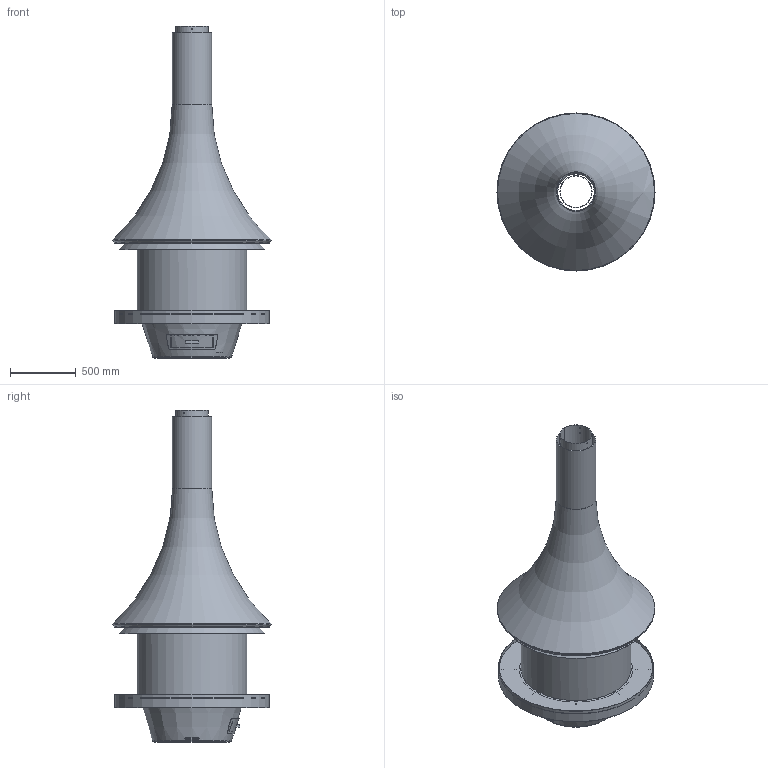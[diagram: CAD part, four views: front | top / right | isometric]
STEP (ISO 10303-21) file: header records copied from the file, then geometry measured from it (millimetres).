
FILE_DESCRIPTION(('STEP AP214'),'1');
FILE_NAME('.stp','2016-12-08T15:15:12',(' '),(' '),'Spatial InterOp 3D',' ',' ');
FILE_SCHEMA(('automotive_design'));
Length unit declared in the file: millimetre
Products named in the file (24): Hotte laquée (Conduit); Hotte intérieur (Conduit); Hotte intérieur (Cône); Hotte laquée; Anneau cache vis; Poignée tiroir; Bandeau extérieur; Plateau briques; Cône grille; Cône repoussé; 992 Centrale laquée F.F
Assembly tree (23 placements, depth 4):
  (unnamed)
    Hotte laquée (Conduit)
    Hotte intérieur (Conduit)
    Hotte intérieur (Cône)
    Hotte laquée
    Anneau cache vis
    Poignée tiroir
    Bandeau extérieur
    Plateau briques
    Cône grille
    Cône repoussé
    992 Centrale laquée F.F
      992 Centrale laquée F.F
        992 Centrale laquée F.F
        992 Centrale laquée F.F
        992 Centrale laquée F.F
        992 Centrale laquée F.F
        992 Centrale laquée F.F
        992 Centrale laquée F.F
        992 Centrale laquée F.F
        992 Centrale laquée F.F
        992 Centrale laquée F.F
        992 Centrale laquée F.F
        992 Centrale laquée F.F
Bounding box: 1199.91 x 1199.91 x 2520 mm (x, y, z)
Volume: 15595167.2 mm3; surface area: 13650386.6 mm2
Topology: 10 solids, 21 shells, 279 faces, 802 edges, 552 vertices
Faces by surface type: plane 178, cylinder 64, cone 21, torus 10, bspline 6
Full cylindrical faces by diameter (mm): 7.2 x4, 8 x6, 20 x1, 240 x1, 244 x1, 294 x1, 300 x1, 560 x1, 565 x1, 571 x1, 612.727 x1, 832 x1, 860 x1, 1170 x2, 1175 x1
Entity records: 13537 total; most frequent: CARTESIAN_POINT 3701, ORIENTED_EDGE 1436, DIRECTION 1329, EDGE_CURVE 757, VERTEX_POINT 542, AXIS2_PLACEMENT_3D 453, EDGE_LOOP 426, LINE 423
